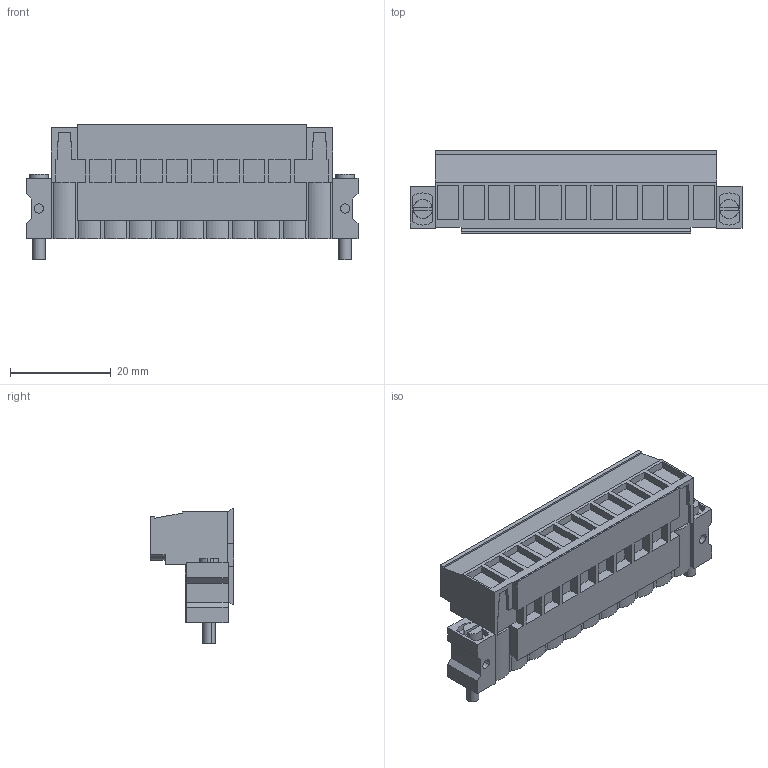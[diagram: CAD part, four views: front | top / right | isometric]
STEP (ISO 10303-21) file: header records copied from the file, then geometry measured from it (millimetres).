
FILE_DESCRIPTION(('CATIA V5 STEP','CAx-IF Rec.Pracs.--- Model Styling and Organization---1.2---2011-12-15'),'2;1');
FILE_NAME ('D1457457_0_1846300000_1846300000.stp','2017-06-01T07:43:13+00:00',('none'),('Weidmueller'),'CATIA Version 5-6 Release 2014','CATIA V5 STEP AP214','none');
FILE_SCHEMA(('AUTOMOTIVE_DESIGN { 1 0 10303 214 1 1 1 1 }'));
Length unit declared in the file: millimetre
Products named in the file (1): 1846300000
Bounding box: 66 x 16.6 x 26.98 mm (x, y, z)
Volume: 11522.6 mm3; surface area: 9846.8 mm2
Topology: 25 solids, 25 shells, 813 faces, 2206 edges, 1504 vertices
Faces by surface type: plane 606, cylinder 163, extrusion 44
Entity records: 24863 total; most frequent: CARTESIAN_POINT 5646, ORIENTED_EDGE 4412, DIRECTION 3040, EDGE_CURVE 2206, VECTOR 1782, LINE 1738, VERTEX_POINT 1504, EDGE_LOOP 900
